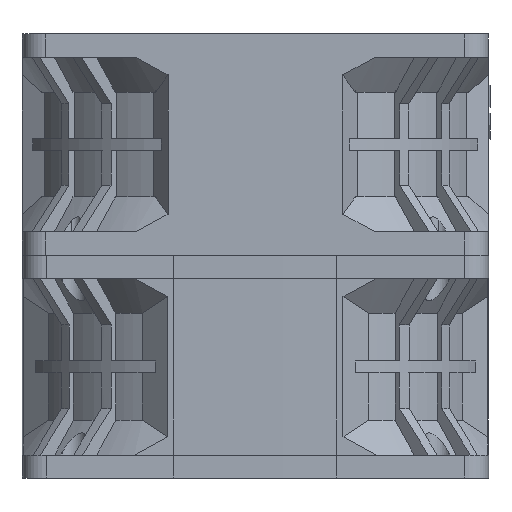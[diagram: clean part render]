
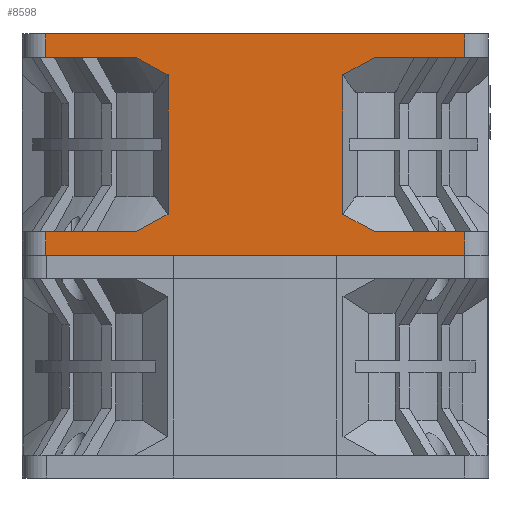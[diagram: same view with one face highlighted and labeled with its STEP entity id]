
A CAD part, left-side view. The second image highlights one B-rep face of the part: STEP entity #8598.
In plain terms, the highlighted planar face has unit normal (-1, 0, 0).
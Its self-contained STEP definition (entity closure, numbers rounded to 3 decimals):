
#786=DIRECTION('',(0.,0.,1.));
#787=VECTOR('',#786,4.);
#788=CARTESIAN_POINT('',(-40.,-36.,29.25));
#789=LINE('',#788,#787);
#843=DIRECTION('',(0.,-1.,0.));
#844=VECTOR('',#843,15.384);
#845=CARTESIAN_POINT('',(-40.,-20.616,29.25));
#846=LINE('',#845,#844);
#1001=CARTESIAN_POINT('',(-40.,-15.,2.29));
#1003=DIRECTION('',(0.,0.,1.));
#1004=VECTOR('',#1003,23.92);
#1005=CARTESIAN_POINT('',(-40.,-15.,2.29));
#1006=LINE('',#1005,#1004);
#1120=DIRECTION('',(0.,1.,0.));
#1121=VECTOR('',#1120,15.384);
#1122=CARTESIAN_POINT('',(-40.,-36.,-0.75));
#1123=LINE('',#1122,#1121);
#2534=DIRECTION('',(0.,0.,-1.));
#2535=VECTOR('',#2534,4.);
#2536=CARTESIAN_POINT('',(-40.,36.,33.25));
#2537=LINE('',#2536,#2535);
#2542=CARTESIAN_POINT('',(-40.,15.,26.21));
#2543=CARTESIAN_POINT('',(-40.,15.634,26.507));
#2544=CARTESIAN_POINT('',(-40.,16.895,27.13));
#2545=CARTESIAN_POINT('',(-40.,18.762,28.144));
#2546=CARTESIAN_POINT('',(-40.,19.999,28.873));
#2547=CARTESIAN_POINT('',(-40.,20.616,29.25));
#2549=DIRECTION('',(0.,-1.,0.));
#2550=VECTOR('',#2549,72.);
#2551=CARTESIAN_POINT('',(-40.,36.,33.25));
#2552=LINE('',#2551,#2550);
#2553=CARTESIAN_POINT('',(-40.,-20.616,29.25));
#2554=CARTESIAN_POINT('',(-40.,-19.976,28.859));
#2555=CARTESIAN_POINT('',(-40.,-18.707,28.113));
#2556=CARTESIAN_POINT('',(-40.,-16.83,27.097));
#2557=CARTESIAN_POINT('',(-40.,-15.606,26.494));
#2558=CARTESIAN_POINT('',(-40.,-15.,26.21));
#2560=CARTESIAN_POINT('',(-40.,-15.,2.29));
#2561=CARTESIAN_POINT('',(-40.,-15.607,2.006));
#2562=CARTESIAN_POINT('',(-40.,-16.832,1.402));
#2563=CARTESIAN_POINT('',(-40.,-18.709,0.386));
#2564=CARTESIAN_POINT('',(-40.,-19.977,-0.36));
#2565=CARTESIAN_POINT('',(-40.,-20.616,-0.75));
#2567=DIRECTION('',(0.,1.,0.));
#2568=VECTOR('',#2567,72.);
#2569=CARTESIAN_POINT('',(-40.,-36.,-4.75));
#2570=LINE('',#2569,#2568);
#2571=CARTESIAN_POINT('',(-40.,20.616,-0.75));
#2572=CARTESIAN_POINT('',(-40.,19.999,-0.373));
#2573=CARTESIAN_POINT('',(-40.,18.762,0.356));
#2574=CARTESIAN_POINT('',(-40.,16.895,1.37));
#2575=CARTESIAN_POINT('',(-40.,15.634,1.993));
#2576=CARTESIAN_POINT('',(-40.,15.,2.29));
#2597=DIRECTION('',(0.,0.,-1.));
#2598=VECTOR('',#2597,23.92);
#2599=CARTESIAN_POINT('',(-40.,15.,26.21));
#2600=LINE('',#2599,#2598);
#2827=DIRECTION('',(0.,1.,0.));
#2828=VECTOR('',#2827,15.384);
#2829=CARTESIAN_POINT('',(-40.,20.616,-0.75));
#2830=LINE('',#2829,#2828);
#3095=DIRECTION('',(0.,0.,-1.));
#3096=VECTOR('',#3095,4.);
#3097=CARTESIAN_POINT('',(-40.,36.,-0.75));
#3098=LINE('',#3097,#3096);
#3162=DIRECTION('',(0.,-1.,0.));
#3163=VECTOR('',#3162,15.384);
#3164=CARTESIAN_POINT('',(-40.,36.,29.25));
#3165=LINE('',#3164,#3163);
#3476=DIRECTION('',(0.,0.,1.));
#3477=VECTOR('',#3476,4.);
#3478=CARTESIAN_POINT('',(-40.,-36.,-4.75));
#3479=LINE('',#3478,#3477);
#4865=CARTESIAN_POINT('',(-40.,-36.,33.25));
#4866=VERTEX_POINT('',#4865);
#4867=CARTESIAN_POINT('',(-40.,36.,33.25));
#4868=VERTEX_POINT('',#4867);
#4923=CARTESIAN_POINT('',(-40.,-36.,29.25));
#4924=VERTEX_POINT('',#4923);
#4945=CARTESIAN_POINT('',(-40.,-20.616,29.25));
#4946=VERTEX_POINT('',#4945);
#5049=VERTEX_POINT('',#1001);
#5050=CARTESIAN_POINT('',(-40.,-15.,26.21));
#5051=VERTEX_POINT('',#5050);
#5080=CARTESIAN_POINT('',(-40.,-36.,-0.75));
#5081=VERTEX_POINT('',#5080);
#5082=CARTESIAN_POINT('',(-40.,-20.616,-0.75));
#5083=VERTEX_POINT('',#5082);
#5120=CARTESIAN_POINT('',(-40.,36.,-4.75));
#5121=VERTEX_POINT('',#5120);
#5122=CARTESIAN_POINT('',(-40.,-36.,-4.75));
#5123=VERTEX_POINT('',#5122);
#5476=CARTESIAN_POINT('',(-40.,36.,29.25));
#5477=VERTEX_POINT('',#5476);
#5478=VERTEX_POINT('',#2542);
#5479=VERTEX_POINT('',#2547);
#5480=CARTESIAN_POINT('',(-40.,36.,-0.75));
#5481=VERTEX_POINT('',#5480);
#5482=CARTESIAN_POINT('',(-40.,20.616,-0.75));
#5483=VERTEX_POINT('',#5482);
#5484=VERTEX_POINT('',#2576);
#8566=CARTESIAN_POINT('',(-40.,-40.,-0.75));
#8567=DIRECTION('',(-1.,0.,0.));
#8568=DIRECTION('',(0.,0.,1.));
#8569=AXIS2_PLACEMENT_3D('',#8566,#8567,#8568);
#8570=PLANE('',#8569);
#8572=ORIENTED_EDGE('',*,*,#8571,.T.);
#8574=ORIENTED_EDGE('',*,*,#8573,.F.);
#8575=ORIENTED_EDGE('',*,*,#8558,.F.);
#8576=ORIENTED_EDGE('',*,*,#6467,.T.);
#8577=ORIENTED_EDGE('',*,*,#6548,.F.);
#8578=ORIENTED_EDGE('',*,*,#6581,.F.);
#8580=ORIENTED_EDGE('',*,*,#8579,.T.);
#8581=ORIENTED_EDGE('',*,*,#6851,.F.);
#8583=ORIENTED_EDGE('',*,*,#8582,.T.);
#8584=ORIENTED_EDGE('',*,*,#6960,.F.);
#8586=ORIENTED_EDGE('',*,*,#8585,.F.);
#8587=ORIENTED_EDGE('',*,*,#7064,.T.);
#8589=ORIENTED_EDGE('',*,*,#8588,.F.);
#8591=ORIENTED_EDGE('',*,*,#8590,.F.);
#8593=ORIENTED_EDGE('',*,*,#8592,.T.);
#8595=ORIENTED_EDGE('',*,*,#8594,.F.);
#8596=EDGE_LOOP('',(#8572,#8574,#8575,#8576,#8577,#8578,#8580,#8581,#8583,#8584,
#8586,#8587,#8589,#8591,#8593,#8595));
#8597=FACE_OUTER_BOUND('',#8596,.F.);
#8598=ADVANCED_FACE('',(#8597),#8570,.T.);
#2548=B_SPLINE_CURVE_WITH_KNOTS('',3,(#2542,#2543,#2544,#2545,#2546,#2547),
.UNSPECIFIED.,.F.,.F.,(4,1,1,4),(0.,0.333,0.667,1.),
.UNSPECIFIED.);
#2559=B_SPLINE_CURVE_WITH_KNOTS('',3,(#2553,#2554,#2555,#2556,#2557,#2558),
.UNSPECIFIED.,.F.,.F.,(4,1,1,4),(0.,0.333,0.667,1.),
.UNSPECIFIED.);
#2566=B_SPLINE_CURVE_WITH_KNOTS('',3,(#2560,#2561,#2562,#2563,#2564,#2565),
.UNSPECIFIED.,.F.,.F.,(4,1,1,4),(0.,0.333,0.667,1.),
.UNSPECIFIED.);
#2577=B_SPLINE_CURVE_WITH_KNOTS('',3,(#2571,#2572,#2573,#2574,#2575,#2576),
.UNSPECIFIED.,.F.,.F.,(4,1,1,4),(0.,0.333,0.667,1.),
.UNSPECIFIED.);
#6467=EDGE_CURVE('',#4868,#4866,#2552,.T.);
#6548=EDGE_CURVE('',#4924,#4866,#789,.T.);
#6581=EDGE_CURVE('',#4946,#4924,#846,.T.);
#6851=EDGE_CURVE('',#5049,#5051,#1006,.T.);
#6960=EDGE_CURVE('',#5081,#5083,#1123,.T.);
#7064=EDGE_CURVE('',#5123,#5121,#2570,.T.);
#8558=EDGE_CURVE('',#4868,#5477,#2537,.T.);
#8571=EDGE_CURVE('',#5478,#5479,#2548,.T.);
#8573=EDGE_CURVE('',#5477,#5479,#3165,.T.);
#8579=EDGE_CURVE('',#4946,#5051,#2559,.T.);
#8582=EDGE_CURVE('',#5049,#5083,#2566,.T.);
#8585=EDGE_CURVE('',#5123,#5081,#3479,.T.);
#8588=EDGE_CURVE('',#5481,#5121,#3098,.T.);
#8590=EDGE_CURVE('',#5483,#5481,#2830,.T.);
#8592=EDGE_CURVE('',#5483,#5484,#2577,.T.);
#8594=EDGE_CURVE('',#5478,#5484,#2600,.T.);
